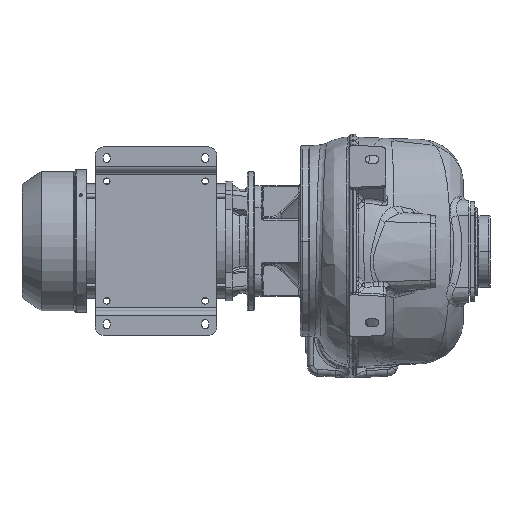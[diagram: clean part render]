
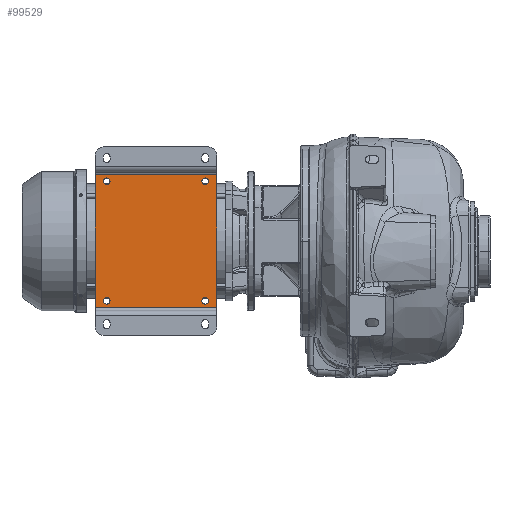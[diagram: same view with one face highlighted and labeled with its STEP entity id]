
A CAD part, front view. The second image highlights one B-rep face of the part: STEP entity #99529.
In plain terms, the highlighted planar face has unit normal (0, -1, 0).
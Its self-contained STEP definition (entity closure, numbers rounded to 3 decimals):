
#98470=DIRECTION('',(0.,0.,1.));
#98471=VECTOR('',#98470,240.);
#98472=CARTESIAN_POINT('',(-500.5,83.,-139.));
#98473=LINE('',#98472,#98471);
#98526=DIRECTION('',(0.,0.,1.));
#98527=VECTOR('',#98526,240.);
#98528=CARTESIAN_POINT('',(-280.5,83.,-139.));
#98529=LINE('',#98528,#98527);
#98530=DIRECTION('',(1.,0.,0.));
#98531=VECTOR('',#98530,220.);
#98532=CARTESIAN_POINT('',(-500.5,83.,-139.));
#98533=LINE('',#98532,#98531);
#98534=CARTESIAN_POINT('',(-301.5,83.,-127.));
#98535=DIRECTION('',(0.,1.,0.));
#98536=DIRECTION('',(1.,0.,0.));
#98537=AXIS2_PLACEMENT_3D('',#98534,#98535,#98536);
#98539=CARTESIAN_POINT('',(-301.5,83.,-127.));
#98540=DIRECTION('',(0.,1.,0.));
#98541=DIRECTION('',(-1.,0.,0.));
#98542=AXIS2_PLACEMENT_3D('',#98539,#98540,#98541);
#98544=CARTESIAN_POINT('',(-301.5,83.,89.));
#98545=DIRECTION('',(0.,1.,0.));
#98546=DIRECTION('',(1.,0.,0.));
#98547=AXIS2_PLACEMENT_3D('',#98544,#98545,#98546);
#98549=CARTESIAN_POINT('',(-301.5,83.,89.));
#98550=DIRECTION('',(0.,1.,0.));
#98551=DIRECTION('',(-1.,0.,0.));
#98552=AXIS2_PLACEMENT_3D('',#98549,#98550,#98551);
#98554=CARTESIAN_POINT('',(-479.5,83.,-127.));
#98555=DIRECTION('',(0.,1.,0.));
#98556=DIRECTION('',(1.,0.,0.));
#98557=AXIS2_PLACEMENT_3D('',#98554,#98555,#98556);
#98559=CARTESIAN_POINT('',(-479.5,83.,-127.));
#98560=DIRECTION('',(0.,1.,0.));
#98561=DIRECTION('',(-1.,0.,0.));
#98562=AXIS2_PLACEMENT_3D('',#98559,#98560,#98561);
#98564=CARTESIAN_POINT('',(-479.5,83.,89.));
#98565=DIRECTION('',(0.,1.,0.));
#98566=DIRECTION('',(1.,0.,0.));
#98567=AXIS2_PLACEMENT_3D('',#98564,#98565,#98566);
#98569=CARTESIAN_POINT('',(-479.5,83.,89.));
#98570=DIRECTION('',(0.,1.,0.));
#98571=DIRECTION('',(-1.,0.,0.));
#98572=AXIS2_PLACEMENT_3D('',#98569,#98570,#98571);
#98574=DIRECTION('',(1.,0.,0.));
#98575=VECTOR('',#98574,220.);
#98576=CARTESIAN_POINT('',(-500.5,83.,101.));
#98577=LINE('',#98576,#98575);
#98946=CARTESIAN_POINT('',(-500.5,83.,-139.));
#98947=CARTESIAN_POINT('',(-500.5,83.,101.));
#98948=VERTEX_POINT('',#98946);
#98949=VERTEX_POINT('',#98947);
#98958=CARTESIAN_POINT('',(-280.5,83.,-139.));
#98959=CARTESIAN_POINT('',(-280.5,83.,101.));
#98960=VERTEX_POINT('',#98958);
#98961=VERTEX_POINT('',#98959);
#99046=CARTESIAN_POINT('',(-473.5,83.,89.));
#99047=CARTESIAN_POINT('',(-485.5,83.,89.));
#99048=VERTEX_POINT('',#99046);
#99049=VERTEX_POINT('',#99047);
#99050=CARTESIAN_POINT('',(-473.5,83.,-127.));
#99051=CARTESIAN_POINT('',(-485.5,83.,-127.));
#99052=VERTEX_POINT('',#99050);
#99053=VERTEX_POINT('',#99051);
#99054=CARTESIAN_POINT('',(-295.5,83.,89.));
#99055=CARTESIAN_POINT('',(-307.5,83.,89.));
#99056=VERTEX_POINT('',#99054);
#99057=VERTEX_POINT('',#99055);
#99058=CARTESIAN_POINT('',(-295.5,83.,-127.));
#99059=CARTESIAN_POINT('',(-307.5,83.,-127.));
#99060=VERTEX_POINT('',#99058);
#99061=VERTEX_POINT('',#99059);
#99492=CARTESIAN_POINT('',(-500.5,83.,-139.));
#99493=DIRECTION('',(0.,1.,0.));
#99494=DIRECTION('',(0.,0.,1.));
#99495=AXIS2_PLACEMENT_3D('',#99492,#99493,#99494);
#99496=PLANE('',#99495);
#99497=ORIENTED_EDGE('',*,*,#99434,.T.);
#99499=ORIENTED_EDGE('',*,*,#99498,.T.);
#99500=ORIENTED_EDGE('',*,*,#99485,.F.);
#99502=ORIENTED_EDGE('',*,*,#99501,.F.);
#99503=EDGE_LOOP('',(#99497,#99499,#99500,#99502));
#99504=FACE_OUTER_BOUND('',#99503,.F.);
#99506=ORIENTED_EDGE('',*,*,#99505,.F.);
#99508=ORIENTED_EDGE('',*,*,#99507,.F.);
#99509=EDGE_LOOP('',(#99506,#99508));
#99510=FACE_BOUND('',#99509,.F.);
#99512=ORIENTED_EDGE('',*,*,#99511,.F.);
#99514=ORIENTED_EDGE('',*,*,#99513,.F.);
#99515=EDGE_LOOP('',(#99512,#99514));
#99516=FACE_BOUND('',#99515,.F.);
#99518=ORIENTED_EDGE('',*,*,#99517,.F.);
#99520=ORIENTED_EDGE('',*,*,#99519,.F.);
#99521=EDGE_LOOP('',(#99518,#99520));
#99522=FACE_BOUND('',#99521,.F.);
#99524=ORIENTED_EDGE('',*,*,#99523,.F.);
#99526=ORIENTED_EDGE('',*,*,#99525,.F.);
#99527=EDGE_LOOP('',(#99524,#99526));
#99528=FACE_BOUND('',#99527,.F.);
#99529=ADVANCED_FACE('',(#99504,#99510,#99516,#99522,#99528),#99496,.F.);
#98538=CIRCLE('',#98537,6.);
#98543=CIRCLE('',#98542,6.);
#98548=CIRCLE('',#98547,6.);
#98553=CIRCLE('',#98552,6.);
#98558=CIRCLE('',#98557,6.);
#98563=CIRCLE('',#98562,6.);
#98568=CIRCLE('',#98567,6.);
#98573=CIRCLE('',#98572,6.);
#99434=EDGE_CURVE('',#98948,#98949,#98473,.T.);
#99485=EDGE_CURVE('',#98960,#98961,#98529,.T.);
#99498=EDGE_CURVE('',#98949,#98961,#98577,.T.);
#99501=EDGE_CURVE('',#98948,#98960,#98533,.T.);
#99505=EDGE_CURVE('',#99060,#99061,#98538,.T.);
#99507=EDGE_CURVE('',#99061,#99060,#98543,.T.);
#99511=EDGE_CURVE('',#99056,#99057,#98548,.T.);
#99513=EDGE_CURVE('',#99057,#99056,#98553,.T.);
#99517=EDGE_CURVE('',#99052,#99053,#98558,.T.);
#99519=EDGE_CURVE('',#99053,#99052,#98563,.T.);
#99523=EDGE_CURVE('',#99048,#99049,#98568,.T.);
#99525=EDGE_CURVE('',#99049,#99048,#98573,.T.);
